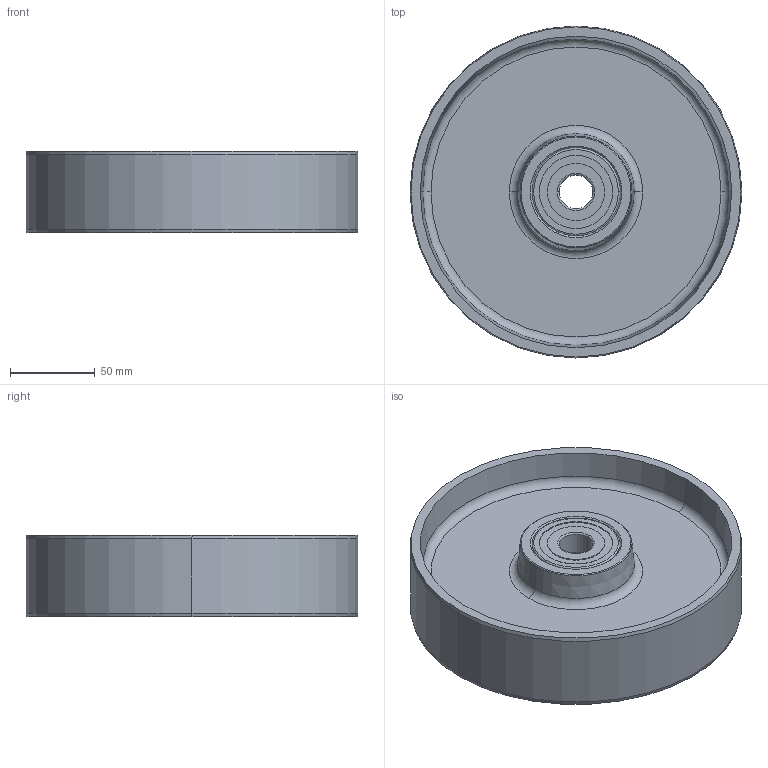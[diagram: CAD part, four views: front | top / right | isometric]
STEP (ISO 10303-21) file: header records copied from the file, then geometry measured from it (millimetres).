
FILE_DESCRIPTION (( 'STEP AP214' ), '1' );
FILE_NAME ('0036835.step', '2022-06-29T11:18:56', ( '' ), ( '' ), 'SwSTEP 2.0', 'SolidWorks 2020', '' );
FILE_SCHEMA (( 'AUTOMOTIVE_DESIGN' ));
Length unit declared in the file: millimetre
Products named in the file (1): 0036835
Bounding box: 196 x 196 x 48 mm (x, y, z)
Volume: 485923.1 mm3; surface area: 150284.2 mm2
Topology: 11 solids, 11 shells, 136 faces, 272 edges, 160 vertices
Faces by surface type: cylinder 48, torus 44, plane 24, cone 20
Entity records: 5232 total; most frequent: DIRECTION 750, CARTESIAN_POINT 569, ORIENTED_EDGE 544, AXIS2_PLACEMENT_3D 341, EDGE_CURVE 272, CIRCLE 204, VERTEX_POINT 160, EDGE_LOOP 160
